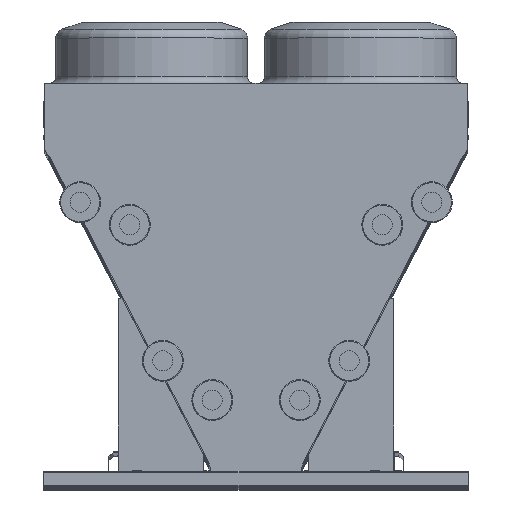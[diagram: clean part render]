
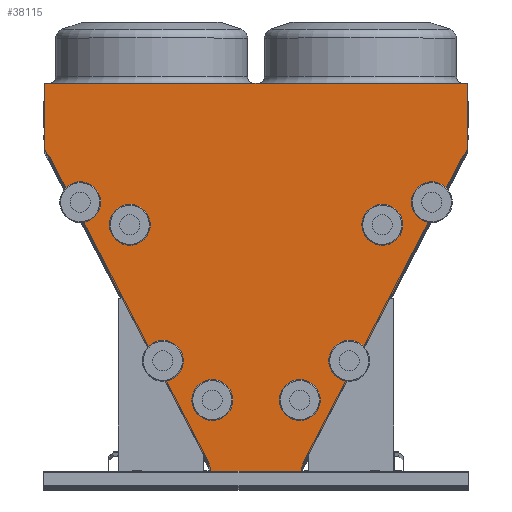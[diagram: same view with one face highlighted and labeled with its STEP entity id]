
A CAD part, top view. The second image highlights one B-rep face of the part: STEP entity #38115.
In plain terms, the highlighted planar face has unit normal (0, 0, 1).
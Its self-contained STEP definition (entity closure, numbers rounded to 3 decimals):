
#251 = CARTESIAN_POINT ( 'NONE',  ( -1126.246, 1711.83, 0. ) ) ;
#370 = CARTESIAN_POINT ( 'NONE',  ( -1136.282, 2083.62, 0. ) ) ;
#1119 = VERTEX_POINT ( 'NONE', #49922 ) ;
#1968 = VECTOR ( 'NONE', #35661, 1000. ) ;
#2664 = CARTESIAN_POINT ( 'NONE',  ( 246.893, 17.358, 0. ) ) ;
#2883 = CARTESIAN_POINT ( 'NONE',  ( -1136.282, 2083.62, 0. ) ) ;
#3327 = LINE ( 'NONE', #31201, #1968 ) ;
#3527 = EDGE_CURVE ( 'NONE', #5839, #23035, #18650, .T. ) ;
#3562 = ORIENTED_EDGE ( 'NONE', *, *, #49118, .T. ) ;
#3844 = ORIENTED_EDGE ( 'NONE', *, *, #49943, .T. ) ;
#4568 = DIRECTION ( 'NONE',  ( -1., 0., 0. ) ) ;
#4809 = CARTESIAN_POINT ( 'NONE',  ( -246.893, 1.482, 0. ) ) ;
#5067 = VERTEX_POINT ( 'NONE', #4809 ) ;
#5116 = VECTOR ( 'NONE', #35125, 1000. ) ;
#5426 = VERTEX_POINT ( 'NONE', #38266 ) ;
#5512 = CARTESIAN_POINT ( 'NONE',  ( -1127.739, 1711.053, 0. ) ) ;
#5631 = CARTESIAN_POINT ( 'NONE',  ( -1136.282, 1727.462, 0. ) ) ;
#5754 = VECTOR ( 'NONE', #12740, 1000. ) ;
#5839 = VERTEX_POINT ( 'NONE', #29166 ) ;
#5849 = EDGE_CURVE ( 'NONE', #52560, #18955, #23565, .T. ) ;
#6374 = EDGE_CURVE ( 'NONE', #5067, #1119, #40131, .T. ) ;
#6478 = VECTOR ( 'NONE', #17171, 1000. ) ;
#6853 = LINE ( 'NONE', #45276, #52361 ) ;
#7704 = ORIENTED_EDGE ( 'NONE', *, *, #39618, .T. ) ;
#7712 = CARTESIAN_POINT ( 'NONE',  ( 1126.218, 1711.776, 0. ) ) ;
#8474 = ORIENTED_EDGE ( 'NONE', *, *, #53183, .T. ) ;
#8801 = ORIENTED_EDGE ( 'NONE', *, *, #5849, .T. ) ;
#9271 = DIRECTION ( 'NONE',  ( 0.462, -0.887, 0. ) ) ;
#9605 = CARTESIAN_POINT ( 'NONE',  ( -279.893, 1.482, 0. ) ) ;
#9816 = VECTOR ( 'NONE', #32444, 1000. ) ;
#9836 = VERTEX_POINT ( 'NONE', #41616 ) ;
#10527 = VECTOR ( 'NONE', #11623, 1000. ) ;
#11317 = EDGE_CURVE ( 'NONE', #23035, #13509, #53243, .T. ) ;
#11623 = DIRECTION ( 'NONE',  ( 0., 1., 0. ) ) ;
#11926 = VERTEX_POINT ( 'NONE', #47961 ) ;
#12211 = CARTESIAN_POINT ( 'NONE',  ( -1127.739, 1711.053, 0. ) ) ;
#12462 = VECTOR ( 'NONE', #21872, 1000. ) ;
#12740 = DIRECTION ( 'NONE',  ( -1., 0., 0. ) ) ;
#12904 = CARTESIAN_POINT ( 'NONE',  ( 1127.607, 1711.053, 0. ) ) ;
#13509 = VERTEX_POINT ( 'NONE', #7712 ) ;
#15289 = VERTEX_POINT ( 'NONE', #50421 ) ;
#15805 = FACE_OUTER_BOUND ( 'NONE', #23634, .T. ) ;
#15953 = CARTESIAN_POINT ( 'NONE',  ( 1127.607, 1711.053, 0. ) ) ;
#17144 = CARTESIAN_POINT ( 'NONE',  ( 1127.607, 1711.053, 0. ) ) ;
#17171 = DIRECTION ( 'NONE',  ( 0., -1., 0. ) ) ;
#17412 = LINE ( 'NONE', #25823, #5754 ) ;
#17618 = PLANE ( 'NONE',  #32539 ) ;
#18462 = VECTOR ( 'NONE', #40878, 1000. ) ;
#18650 = LINE ( 'NONE', #2664, #40750 ) ;
#18788 = EDGE_CURVE ( 'NONE', #13509, #39025, #48389, .T. ) ;
#18826 = DIRECTION ( 'NONE',  ( 0., -1., 0. ) ) ;
#18955 = VERTEX_POINT ( 'NONE', #40468 ) ;
#19109 = CARTESIAN_POINT ( 'NONE',  ( -1127.739, 1711.053, 0. ) ) ;
#19475 = ORIENTED_EDGE ( 'NONE', *, *, #27321, .T. ) ;
#19838 = LINE ( 'NONE', #45322, #18462 ) ;
#21872 = DIRECTION ( 'NONE',  ( 0., 1., 0. ) ) ;
#22469 = ORIENTED_EDGE ( 'NONE', *, *, #3527, .T. ) ;
#22882 = ORIENTED_EDGE ( 'NONE', *, *, #52826, .T. ) ;
#23035 = VERTEX_POINT ( 'NONE', #47793 ) ;
#23069 = EDGE_CURVE ( 'NONE', #43576, #15289, #50751, .T. ) ;
#23565 = LINE ( 'NONE', #55549, #10527 ) ;
#23634 = EDGE_LOOP ( 'NONE', ( #54062, #42194, #3562, #41284, #29818, #54579, #43264, #26871, #8474, #22882, #19475, #3844, #22469, #48592, #25543, #50353, #8801, #7704 ) ) ;
#23996 = EDGE_CURVE ( 'NONE', #45340, #46940, #48831, .T. ) ;
#25324 = VECTOR ( 'NONE', #47311, 1000. ) ;
#25543 = ORIENTED_EDGE ( 'NONE', *, *, #18788, .T. ) ;
#25823 = CARTESIAN_POINT ( 'NONE',  ( 279.893, 1.482, 0. ) ) ;
#26871 = ORIENTED_EDGE ( 'NONE', *, *, #39343, .T. ) ;
#26994 = VECTOR ( 'NONE', #44887, 1000. ) ;
#27126 = LINE ( 'NONE', #12904, #5116 ) ;
#27321 = EDGE_CURVE ( 'NONE', #9836, #11926, #17412, .T. ) ;
#28659 = VECTOR ( 'NONE', #30636, 1000. ) ;
#29166 = CARTESIAN_POINT ( 'NONE',  ( 246.893, 17.358, 0. ) ) ;
#29565 = LINE ( 'NONE', #2883, #39923 ) ;
#29818 = ORIENTED_EDGE ( 'NONE', *, *, #23069, .T. ) ;
#30636 = DIRECTION ( 'NONE',  ( -0.461, -0.887, 0. ) ) ;
#30940 = DIRECTION ( 'NONE',  ( 0., 0., -1. ) ) ;
#31201 = CARTESIAN_POINT ( 'NONE',  ( 279.893, 0., 0. ) ) ;
#31883 = DIRECTION ( 'NONE',  ( 0., -1., 0. ) ) ;
#32011 = CARTESIAN_POINT ( 'NONE',  ( 245.39, 20.232, 0. ) ) ;
#32444 = DIRECTION ( 'NONE',  ( 0.887, 0.462, 0. ) ) ;
#32539 = AXIS2_PLACEMENT_3D ( 'NONE', #44044, #30940, #4568 ) ;
#32545 = EDGE_CURVE ( 'NONE', #44640, #45340, #56086, .T. ) ;
#32580 = EDGE_CURVE ( 'NONE', #39025, #52560, #27126, .T. ) ;
#33281 = LINE ( 'NONE', #19109, #9816 ) ;
#35125 = DIRECTION ( 'NONE',  ( 0.462, 0.887, 0. ) ) ;
#35307 = VECTOR ( 'NONE', #39126, 1000. ) ;
#35661 = DIRECTION ( 'NONE',  ( 1., 0., 0. ) ) ;
#35702 = CARTESIAN_POINT ( 'NONE',  ( -245.403, 20.223, 0. ) ) ;
#36006 = CARTESIAN_POINT ( 'NONE',  ( -279.893, 0., 0. ) ) ;
#36444 = DIRECTION ( 'NONE',  ( 0.462, 0.887, 0. ) ) ;
#38115 = ADVANCED_FACE ( 'NONE', ( #15805 ), #17618, .F. ) ;
#38266 = CARTESIAN_POINT ( 'NONE',  ( 279.893, 0., 0. ) ) ;
#38726 = EDGE_CURVE ( 'NONE', #46276, #43576, #54377, .T. ) ;
#38796 = LINE ( 'NONE', #40736, #46372 ) ;
#39025 = VERTEX_POINT ( 'NONE', #15953 ) ;
#39126 = DIRECTION ( 'NONE',  ( 0.887, -0.462, 0. ) ) ;
#39343 = EDGE_CURVE ( 'NONE', #1119, #44105, #6853, .T. ) ;
#39618 = EDGE_CURVE ( 'NONE', #18955, #44640, #29565, .T. ) ;
#39907 = CARTESIAN_POINT ( 'NONE',  ( -245.403, 20.223, 0. ) ) ;
#39923 = VECTOR ( 'NONE', #51412, 1000. ) ;
#40131 = LINE ( 'NONE', #9605, #26994 ) ;
#40468 = CARTESIAN_POINT ( 'NONE',  ( 1136.15, 2083.62, 0. ) ) ;
#40736 = CARTESIAN_POINT ( 'NONE',  ( -246.893, 17.358, 0. ) ) ;
#40750 = VECTOR ( 'NONE', #46559, 1000. ) ;
#40878 = DIRECTION ( 'NONE',  ( 0., 1., 0. ) ) ;
#41284 = ORIENTED_EDGE ( 'NONE', *, *, #38726, .T. ) ;
#41616 = CARTESIAN_POINT ( 'NONE',  ( 279.893, 1.482, 0. ) ) ;
#42194 = ORIENTED_EDGE ( 'NONE', *, *, #23996, .T. ) ;
#43264 = ORIENTED_EDGE ( 'NONE', *, *, #6374, .T. ) ;
#43576 = VERTEX_POINT ( 'NONE', #39907 ) ;
#43753 = CARTESIAN_POINT ( 'NONE',  ( -246.893, 17.358, 0. ) ) ;
#44044 = CARTESIAN_POINT ( 'NONE',  ( 0., 0., 0. ) ) ;
#44050 = VECTOR ( 'NONE', #9271, 1000. ) ;
#44105 = VERTEX_POINT ( 'NONE', #36006 ) ;
#44640 = VERTEX_POINT ( 'NONE', #370 ) ;
#44887 = DIRECTION ( 'NONE',  ( -1., 0., 0. ) ) ;
#45276 = CARTESIAN_POINT ( 'NONE',  ( -279.893, 0., 0. ) ) ;
#45322 = CARTESIAN_POINT ( 'NONE',  ( 279.893, 0., 0. ) ) ;
#45340 = VERTEX_POINT ( 'NONE', #5631 ) ;
#46276 = VERTEX_POINT ( 'NONE', #251 ) ;
#46372 = VECTOR ( 'NONE', #31883, 1000. ) ;
#46559 = DIRECTION ( 'NONE',  ( -0.463, 0.886, 0. ) ) ;
#46940 = VERTEX_POINT ( 'NONE', #5512 ) ;
#47311 = DIRECTION ( 'NONE',  ( 0.462, -0.887, 0. ) ) ;
#47646 = LINE ( 'NONE', #52769, #12462 ) ;
#47793 = CARTESIAN_POINT ( 'NONE',  ( 245.39, 20.232, 0. ) ) ;
#47961 = CARTESIAN_POINT ( 'NONE',  ( 246.893, 1.482, 0. ) ) ;
#48003 = CARTESIAN_POINT ( 'NONE',  ( -1136.282, 1727.462, 0. ) ) ;
#48389 = LINE ( 'NONE', #17144, #35307 ) ;
#48592 = ORIENTED_EDGE ( 'NONE', *, *, #11317, .T. ) ;
#48831 = LINE ( 'NONE', #12211, #25324 ) ;
#49059 = EDGE_CURVE ( 'NONE', #15289, #5067, #38796, .T. ) ;
#49118 = EDGE_CURVE ( 'NONE', #46940, #46276, #33281, .T. ) ;
#49922 = CARTESIAN_POINT ( 'NONE',  ( -279.893, 1.482, 0. ) ) ;
#49943 = EDGE_CURVE ( 'NONE', #11926, #5839, #47646, .T. ) ;
#50353 = ORIENTED_EDGE ( 'NONE', *, *, #32580, .T. ) ;
#50421 = CARTESIAN_POINT ( 'NONE',  ( -246.893, 17.358, 0. ) ) ;
#50751 = LINE ( 'NONE', #43753, #28659 ) ;
#51412 = DIRECTION ( 'NONE',  ( -1., 0., 0. ) ) ;
#51880 = VECTOR ( 'NONE', #36444, 1000. ) ;
#52361 = VECTOR ( 'NONE', #18826, 1000. ) ;
#52469 = CARTESIAN_POINT ( 'NONE',  ( 1136.15, 1727.462, 0. ) ) ;
#52560 = VERTEX_POINT ( 'NONE', #52469 ) ;
#52769 = CARTESIAN_POINT ( 'NONE',  ( 246.893, 17.358, 0. ) ) ;
#52826 = EDGE_CURVE ( 'NONE', #5426, #9836, #19838, .T. ) ;
#53183 = EDGE_CURVE ( 'NONE', #44105, #5426, #3327, .T. ) ;
#53243 = LINE ( 'NONE', #32011, #51880 ) ;
#54062 = ORIENTED_EDGE ( 'NONE', *, *, #32545, .T. ) ;
#54377 = LINE ( 'NONE', #35702, #44050 ) ;
#54579 = ORIENTED_EDGE ( 'NONE', *, *, #49059, .T. ) ;
#55549 = CARTESIAN_POINT ( 'NONE',  ( 1136.15, 2083.62, 0. ) ) ;
#56086 = LINE ( 'NONE', #48003, #6478 ) ;
